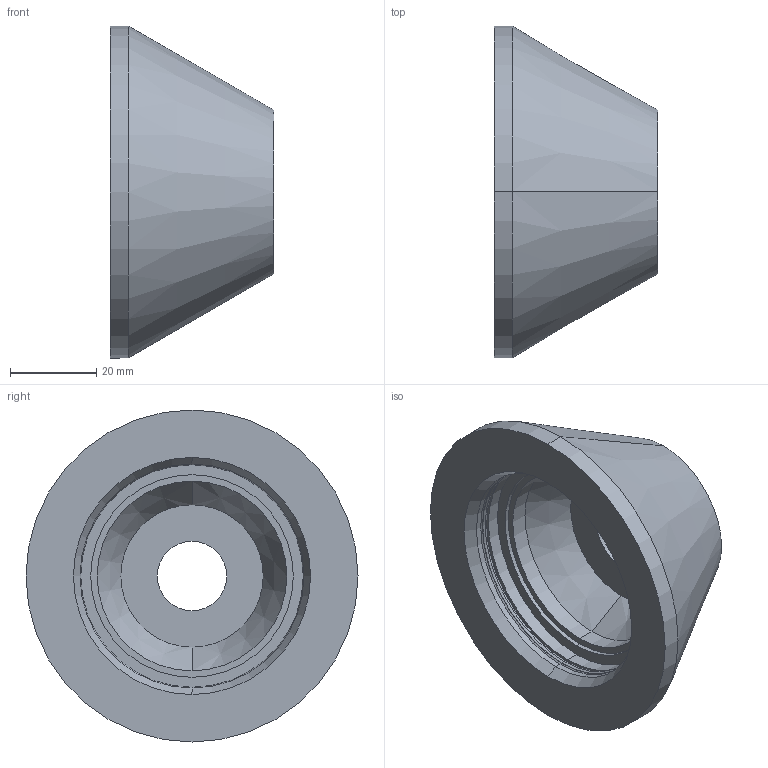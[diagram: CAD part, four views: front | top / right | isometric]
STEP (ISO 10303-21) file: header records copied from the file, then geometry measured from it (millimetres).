
FILE_DESCRIPTION (( 'STEP AP214' ), '1' );
FILE_NAME ('EL II-16-K-61.STEP', '2019-11-07T13:54:20', ( '' ), ( '' ), 'SwSTEP 2.0', 'SolidWorks 2019', '' );
FILE_SCHEMA (( 'AUTOMOTIVE_DESIGN' ));
Length unit declared in the file: millimetre
Products named in the file (1): EL II-16-K-61
Bounding box: 38 x 77 x 77 mm (x, y, z)
Surface area: 17303.1 mm2 (no closed solid volume)
Topology: 0 solids, 2 shells, 38 faces, 80 edges, 48 vertices
Faces by surface type: cylinder 16, cone 8, torus 8, plane 6
Entity records: 1470 total; most frequent: DIRECTION 214, CARTESIAN_POINT 167, ORIENTED_EDGE 152, AXIS2_PLACEMENT_3D 95, EDGE_CURVE 80, CIRCLE 56, VERTEX_POINT 48, EDGE_LOOP 44
